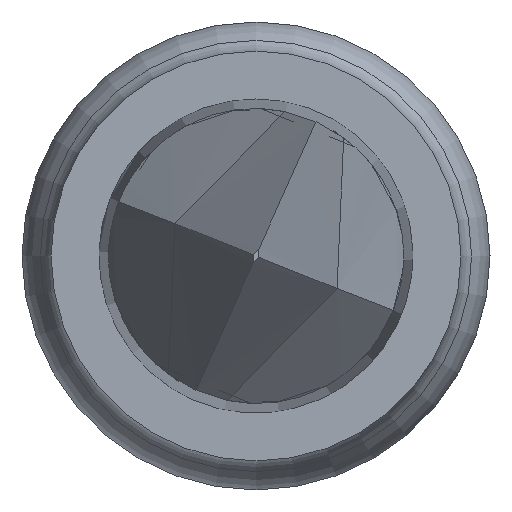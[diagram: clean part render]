
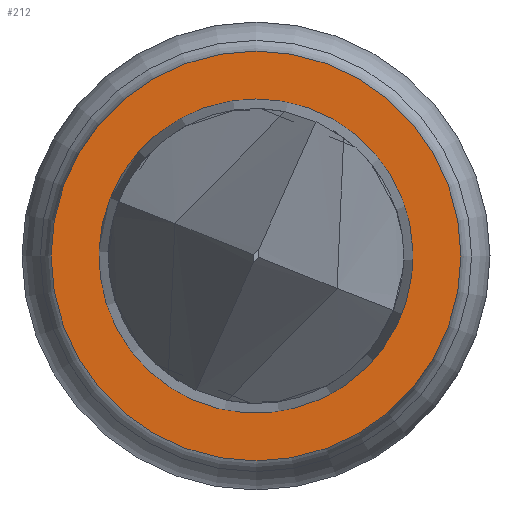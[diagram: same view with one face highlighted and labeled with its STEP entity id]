
A CAD part, left-side view. The second image highlights one B-rep face of the part: STEP entity #212.
In plain terms, the highlighted planar face has unit normal (-1, 0, 0).
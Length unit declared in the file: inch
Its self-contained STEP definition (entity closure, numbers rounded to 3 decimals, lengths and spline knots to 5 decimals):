
#212 = ADVANCED_FACE ( 'NONE', ( #837, #851 ), #1306, .T. ) ;
#494 = CARTESIAN_POINT ( 'NONE',  ( 0., 0., 0. ) ) ;
#514 = CARTESIAN_POINT ( 'NONE',  ( 0., 0.0165, 0. ) ) ;
#516 = CIRCLE ( 'NONE', #1551, 0.0176 ) ;
#611 = DIRECTION ( 'NONE',  ( -1., 0., 0. ) ) ;
#837 = FACE_BOUND ( 'NONE', #864, .T. ) ;
#851 = FACE_OUTER_BOUND ( 'NONE', #1013, .T. ) ;
#861 = CARTESIAN_POINT ( 'NONE',  ( 0., 0., -0.0176 ) ) ;
#864 = EDGE_LOOP ( 'NONE', ( #1939 ) ) ;
#911 = CIRCLE ( 'NONE', #1738, 0.01349 ) ;
#969 = VERTEX_POINT ( 'NONE', #1940 ) ;
#992 = DIRECTION ( 'NONE',  ( 1., 0., 0. ) ) ;
#1013 = EDGE_LOOP ( 'NONE', ( #1983 ) ) ;
#1150 = VERTEX_POINT ( 'NONE', #861 ) ;
#1306 = PLANE ( 'NONE',  #1918 ) ;
#1461 = DIRECTION ( 'NONE',  ( 0., 0., -1. ) ) ;
#1551 = AXIS2_PLACEMENT_3D ( 'NONE', #494, #992, #1461 ) ;
#1607 = DIRECTION ( 'NONE',  ( 0., 0., 1. ) ) ;
#1738 = AXIS2_PLACEMENT_3D ( 'NONE', #2047, #611, #1607 ) ;
#1745 = EDGE_CURVE ( 'NONE', #1150, #1150, #516, .T. ) ;
#1784 = DIRECTION ( 'NONE',  ( 0., 0., 1. ) ) ;
#1918 = AXIS2_PLACEMENT_3D ( 'NONE', #514, #1943, #1784 ) ;
#1939 = ORIENTED_EDGE ( 'NONE', *, *, #2042, .F. ) ;
#1940 = CARTESIAN_POINT ( 'NONE',  ( 0., 0., 0.01349 ) ) ;
#1943 = DIRECTION ( 'NONE',  ( -1., 0., 0. ) ) ;
#1983 = ORIENTED_EDGE ( 'NONE', *, *, #1745, .F. ) ;
#2042 = EDGE_CURVE ( 'NONE', #969, #969, #911, .T. ) ;
#2047 = CARTESIAN_POINT ( 'NONE',  ( 0., 0., 0. ) ) ;
